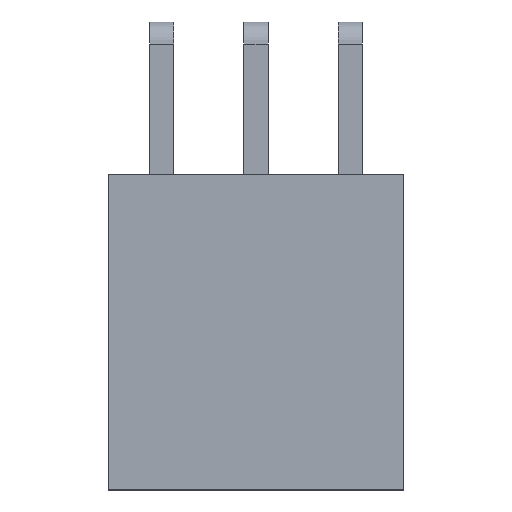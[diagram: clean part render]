
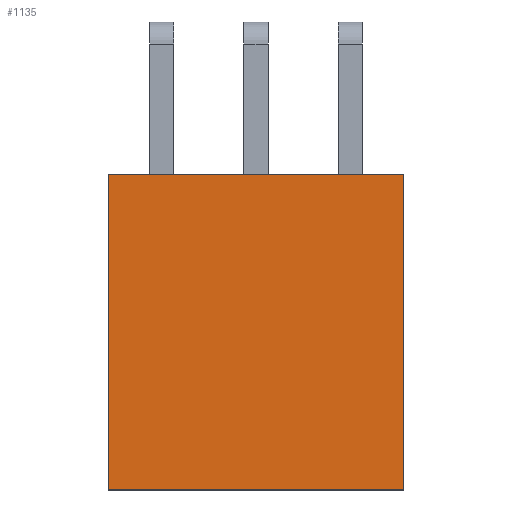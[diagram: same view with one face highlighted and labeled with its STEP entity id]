
A CAD part, top view. The second image highlights one B-rep face of the part: STEP entity #1135.
In plain terms, the highlighted planar face has unit normal (0, 0, 1).
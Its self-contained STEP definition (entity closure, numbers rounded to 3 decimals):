
#1135=ADVANCED_FACE('',(#3765),#3767,.T.);
#3765=FACE_BOUND('',#3766,.T.);
#3766=EDGE_LOOP('',(#5862,#5863,#5864,#5865));
#3767=PLANE('',#3768);
#3768=AXIS2_PLACEMENT_3D('',#3769,#3770,#3771);
#3769=CARTESIAN_POINT('',(6.5,-9.86,5.));
#3770=DIRECTION('',(0.,-0.,1.));
#3771=DIRECTION('',(0.,1.,0.));
#5862=ORIENTED_EDGE('',*,*,#7282,.T.);
#5863=ORIENTED_EDGE('',*,*,#7311,.T.);
#5864=ORIENTED_EDGE('',*,*,#7290,.F.);
#5865=ORIENTED_EDGE('',*,*,#7333,.F.);
#7282=EDGE_CURVE('',#8385,#8383,#8386,.T.);
#7290=EDGE_CURVE('',#8397,#8399,#8400,.T.);
#7311=EDGE_CURVE('',#8383,#8399,#8435,.T.);
#7333=EDGE_CURVE('',#8385,#8397,#8461,.T.);
#8383=VERTEX_POINT('',#10465);
#8385=VERTEX_POINT('',#10469);
#8386=LINE('',#10470,#10471);
#8397=VERTEX_POINT('',#10495);
#8399=VERTEX_POINT('',#10499);
#8400=LINE('',#10500,#10501);
#8435=LINE('',#10577,#10578);
#8461=LINE('',#10647,#10648);
#10465=CARTESIAN_POINT('',(6.5,-1.36,5.));
#10469=CARTESIAN_POINT('',(6.5,-9.86,5.));
#10470=CARTESIAN_POINT('',(6.5,-9.86,5.));
#10471=VECTOR('',#10472,1.);
#10472=DIRECTION('',(0.,1.,0.));
#10495=CARTESIAN_POINT('',(-1.42,-9.86,5.));
#10499=CARTESIAN_POINT('',(-1.42,-1.36,5.));
#10500=CARTESIAN_POINT('',(-1.42,-9.86,5.));
#10501=VECTOR('',#10502,1.);
#10502=DIRECTION('',(0.,1.,0.));
#10577=CARTESIAN_POINT('',(6.5,-1.36,5.));
#10578=VECTOR('',#10579,1.);
#10579=DIRECTION('',(-1.,0.,0.));
#10647=CARTESIAN_POINT('',(6.5,-9.86,5.));
#10648=VECTOR('',#10649,1.);
#10649=DIRECTION('',(-1.,0.,0.));
